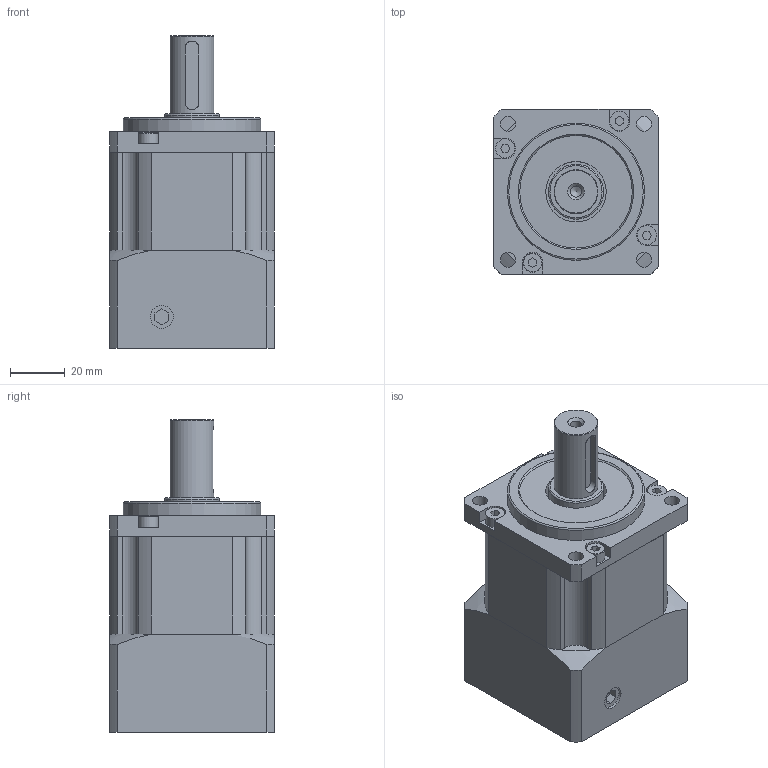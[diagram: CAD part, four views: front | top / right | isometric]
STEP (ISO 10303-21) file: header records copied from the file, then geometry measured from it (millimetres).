
FILE_DESCRIPTION( ( 'Unknown' ), '1' );
FILE_NAME( 'GPN610.stp', 'Unknown', ( 'Dimamotor' ), ( 'Dimamotor' ), 'PSStep 16.0.42', 'Unknown', ' ' );
FILE_SCHEMA( ( 'AUTOMOTIVE_DESIGN { 1 0 10303 214 1 1 1 1 }' ) );
Length unit declared in the file: millimetre
Products named in the file (1): GP610P
Bounding box: 60 x 60 x 114 mm (x, y, z)
Volume: 247414 mm3; surface area: 46869.5 mm2
Topology: 1 solids, 9 shells, 309 faces, 732 edges, 482 vertices
Faces by surface type: plane 203, cylinder 82, cone 14, torus 6, bspline 4
Full cylindrical faces by diameter (mm): 4 x4, 4.134 x9, 4.3 x2, 4.5 x4, 5.5 x4, 7 x10, 7.3 x4, 8.376 x4, 14 x1, 16 x1, 20 x1, 22 x1, 30 x1, 33 x1, 40 x1, 50 x2
Entity records: 15268 total; most frequent: CARTESIAN_POINT 1879, DIRECTION 1432, ORIENTED_EDGE 1264, PRESENTATION_STYLE_ASSIGNMENT 1172, COLOUR_RGB 1172, STYLED_ITEM 907, CURVE_STYLE 863, DRAUGHTING_PRE_DEFINED_CURVE_FONT 863
